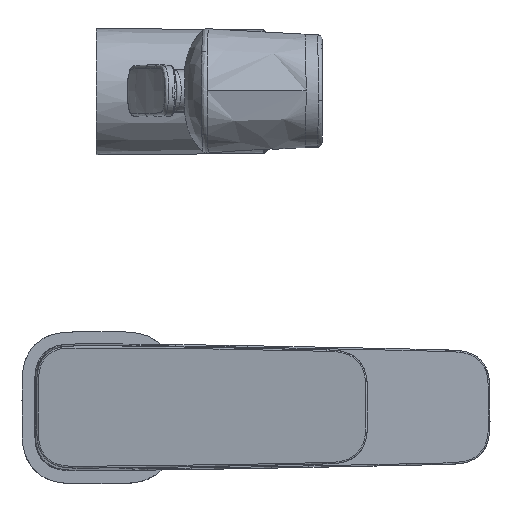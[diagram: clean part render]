
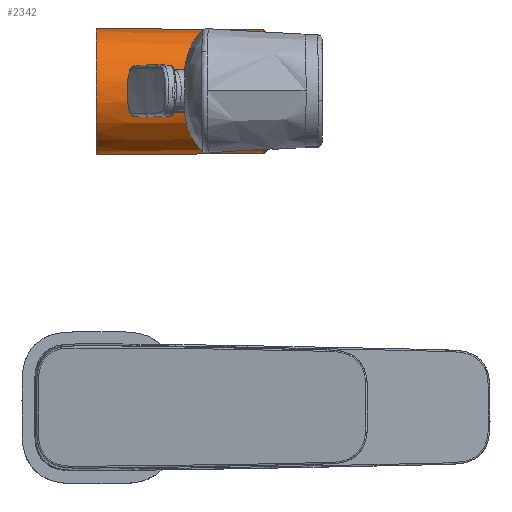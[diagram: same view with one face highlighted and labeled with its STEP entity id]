
A CAD part, top view. The second image highlights one B-rep face of the part: STEP entity #2342.
In plain terms, the highlighted conical face has half-angle 0.5 degrees and reference radius 19.543 mm.
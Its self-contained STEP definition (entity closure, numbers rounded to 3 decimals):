
#720=CIRCLE('',#70835,20.004);
#721=CIRCLE('',#70836,19.543);
#947=CONICAL_SURFACE('',#70834,19.543,0.5);
#2342=ADVANCED_FACE('extract',(#3638),#947,.T.);
#3638=FACE_OUTER_BOUND('',#19878,.T.);
#4551=VECTOR('',#72336,52.902);
#4552=VECTOR('',#72337,52.902);
#5171=LINE('',#54832,#4551);
#5172=LINE('',#54834,#4552);
#9364=ORIENTED_EDGE('',*,*,#13911,.F.);
#9365=ORIENTED_EDGE('',*,*,#13912,.F.);
#9366=ORIENTED_EDGE('',*,*,#13913,.T.);
#9367=ORIENTED_EDGE('',*,*,#13914,.T.);
#9368=ORIENTED_EDGE('',*,*,#13915,.T.);
#9369=ORIENTED_EDGE('',*,*,#13617,.T.);
#9370=ORIENTED_EDGE('',*,*,#13613,.T.);
#9371=ORIENTED_EDGE('',*,*,#13916,.T.);
#9372=ORIENTED_EDGE('',*,*,#13917,.T.);
#13613=EDGE_CURVE('3076',#18240,#18241,#16257,.T.);
#13617=EDGE_CURVE('3075',#18243,#18240,#16261,.T.);
#13911=EDGE_CURVE('3061',#18447,#18448,#5171,.T.);
#13912=EDGE_CURVE('3044',#18449,#18447,#720,.T.);
#13913=EDGE_CURVE('3066',#18449,#18450,#5172,.T.);
#13914=EDGE_CURVE('3041',#18450,#18451,#721,.T.);
#13915=EDGE_CURVE('3045',#18451,#18243,#16466,.T.);
#13916=EDGE_CURVE('3054',#18241,#18452,#16467,.T.);
#13917=EDGE_CURVE('3037',#18452,#18448,#16468,.T.);
#16257=B_SPLINE_CURVE_WITH_KNOTS('',3,(#51396,#51398,#51399,#51400,#51401,#51402,#51403,#51404,#51405,#51406,#51407,#51408,#51409,#51410,#51411,#51412,#51413,#51414,#51415,#51416,#51417,#51418,#51419,#51397),.UNSPECIFIED.,.F.,.U.,(4,1,1,1,1,1,1,1,1,1,1,1,1,1,1,1,1,1,1,1,1,4),(0.,0.01,0.024,0.038,0.05,0.063,0.11,0.157,0.204,0.25,0.344,0.438,0.531,0.625,0.703,0.781,0.828,0.875,0.914,0.953,0.978,1.),.UNSPECIFIED.);
#16261=B_SPLINE_CURVE_WITH_KNOTS('',3,(#51525,#51526,#51527,#51528,#51529,#51530,#51531,#51532,#51533,#51534,#51535,#51536,#51537,#51538,#51539,#51540,#51541,#51542,#51543,#51544,#51545,#51546,#51547,#51548,#51396),.UNSPECIFIED.,.F.,.U.,(4,1,1,1,1,1,1,1,1,1,1,1,1,1,1,1,1,1,1,1,1,1,4),(0.,0.013,0.031,0.047,0.062,0.109,0.156,0.203,0.25,0.313,0.375,0.437,0.531,0.625,0.703,0.781,0.828,0.875,0.914,0.953,0.969,0.987,1.),.UNSPECIFIED.);
#16466=B_SPLINE_CURVE_WITH_KNOTS('',3,(#54837,#54838,#54839,#54840,#54841,#54842,#54843,#54844,#54845,#54846,#51525),.UNSPECIFIED.,.F.,.U.,(4,1,1,1,1,1,1,1,4),(0.,0.076,0.164,0.246,0.439,0.633,0.755,0.896,1.),.UNSPECIFIED.);
#16467=B_SPLINE_CURVE_WITH_KNOTS('',3,(#51397,#54848,#54849,#54850,#54851,#54852,#54853,#54854,#54847),.UNSPECIFIED.,.F.,.U.,(4,1,1,1,1,1,4),(0.,0.247,0.493,0.655,0.818,0.913,1.),.UNSPECIFIED.);
#16468=B_SPLINE_CURVE_WITH_KNOTS('',3,(#54847,#54855,#54856,#54857,#54858,#54859,#54860,#54861,#54862,#54833),.UNSPECIFIED.,.F.,.U.,(4,2,2,2,4),(0.,0.25,0.5,0.75,1.),.UNSPECIFIED.);
#18240=VERTEX_POINT('1868',#51396);
#18241=VERTEX_POINT('1856',#51397);
#18243=VERTEX_POINT('1850',#51525);
#18447=VERTEX_POINT('1848',#54832);
#18448=VERTEX_POINT('1842',#54833);
#18449=VERTEX_POINT('1849',#54834);
#18450=VERTEX_POINT('1847',#54836);
#18451=VERTEX_POINT('1846',#54837);
#18452=VERTEX_POINT('1838',#54847);
#19878=EDGE_LOOP('',(#9364,#9365,#9366,#9367,#9368,#9369,#9370,#9371,#9372));
#51396=CARTESIAN_POINT('',(29.178,100.,19.745));
#51397=CARTESIAN_POINT('',(51.451,109.93,16.841));
#51398=CARTESIAN_POINT('',(29.18,100.106,19.745));
#51399=CARTESIAN_POINT('',(29.184,100.364,19.744));
#51400=CARTESIAN_POINT('',(29.201,100.766,19.732));
#51401=CARTESIAN_POINT('',(29.228,101.191,19.71));
#51402=CARTESIAN_POINT('',(29.273,101.597,19.681));
#51403=CARTESIAN_POINT('',(29.373,102.353,19.611));
#51404=CARTESIAN_POINT('',(29.601,103.458,19.455));
#51405=CARTESIAN_POINT('',(30.053,104.861,19.147));
#51406=CARTESIAN_POINT('',(30.648,106.186,18.754));
#51407=CARTESIAN_POINT('',(31.61,107.83,18.139));
#51408=CARTESIAN_POINT('',(33.103,109.643,17.241));
#51409=CARTESIAN_POINT('',(35.281,111.387,16.102));
#51410=CARTESIAN_POINT('',(37.821,112.654,15.079));
#51411=CARTESIAN_POINT('',(40.522,113.342,14.424));
#51412=CARTESIAN_POINT('',(43.204,113.454,14.285));
#51413=CARTESIAN_POINT('',(45.347,113.135,14.557));
#51414=CARTESIAN_POINT('',(47.054,112.617,14.99));
#51415=CARTESIAN_POINT('',(48.305,112.085,15.409));
#51416=CARTESIAN_POINT('',(49.41,111.48,15.853));
#51417=CARTESIAN_POINT('',(50.263,110.909,16.241));
#51418=CARTESIAN_POINT('',(50.936,110.384,16.574));
#51419=CARTESIAN_POINT('',(51.285,110.077,16.755));
#51525=CARTESIAN_POINT('',(51.458,90.068,16.84));
#51526=CARTESIAN_POINT('',(51.359,89.981,16.789));
#51527=CARTESIAN_POINT('',(51.126,89.775,16.669));
#51528=CARTESIAN_POINT('',(50.769,89.478,16.486));
#51529=CARTESIAN_POINT('',(50.38,89.182,16.298));
#51530=CARTESIAN_POINT('',(49.745,88.732,16.));
#51531=CARTESIAN_POINT('',(48.805,88.163,15.597));
#51532=CARTESIAN_POINT('',(47.508,87.557,15.13));
#51533=CARTESIAN_POINT('',(46.132,87.087,14.744));
#51534=CARTESIAN_POINT('',(44.529,86.727,14.439));
#51535=CARTESIAN_POINT('',(42.698,86.563,14.306));
#51536=CARTESIAN_POINT('',(40.697,86.683,14.443));
#51537=CARTESIAN_POINT('',(38.452,87.161,14.904));
#51538=CARTESIAN_POINT('',(36.087,88.132,15.736));
#51539=CARTESIAN_POINT('',(33.911,89.635,16.796));
#51540=CARTESIAN_POINT('',(32.171,91.409,17.788));
#51541=CARTESIAN_POINT('',(31.012,93.103,18.514));
#51542=CARTESIAN_POINT('',(30.233,94.686,19.024));
#51543=CARTESIAN_POINT('',(29.76,95.988,19.344));
#51544=CARTESIAN_POINT('',(29.437,97.268,19.566));
#51545=CARTESIAN_POINT('',(29.283,98.255,19.674));
#51546=CARTESIAN_POINT('',(29.209,99.026,19.723));
#51547=CARTESIAN_POINT('',(29.187,99.525,19.742));
#51548=CARTESIAN_POINT('',(29.181,99.858,19.744));
#54831=CARTESIAN_POINT('',(52.4,100.,0.));
#54832=CARTESIAN_POINT('',(-0.5,120.004,0.));
#54833=CARTESIAN_POINT('',(52.4,119.543,0.));
#54834=CARTESIAN_POINT('',(-0.5,79.996,0.));
#54835=CARTESIAN_POINT('',(-0.5,100.,0.));
#54836=CARTESIAN_POINT('',(52.4,80.457,0.));
#54837=CARTESIAN_POINT('',(52.4,89.371,16.4));
#54838=CARTESIAN_POINT('',(52.397,89.399,16.418));
#54839=CARTESIAN_POINT('',(52.389,89.46,16.457));
#54840=CARTESIAN_POINT('',(52.354,89.548,16.513));
#54841=CARTESIAN_POINT('',(52.268,89.664,16.587));
#54842=CARTESIAN_POINT('',(52.123,89.792,16.668));
#54843=CARTESIAN_POINT('',(51.938,89.903,16.737));
#54844=CARTESIAN_POINT('',(51.76,89.985,16.788));
#54845=CARTESIAN_POINT('',(51.606,90.032,16.817));
#54846=CARTESIAN_POINT('',(51.502,90.057,16.834));
#54847=CARTESIAN_POINT('',(52.4,110.629,16.4));
#54848=CARTESIAN_POINT('',(51.557,109.957,16.825));
#54849=CARTESIAN_POINT('',(51.769,110.009,16.792));
#54850=CARTESIAN_POINT('',(52.02,110.14,16.71));
#54851=CARTESIAN_POINT('',(52.212,110.282,16.622));
#54852=CARTESIAN_POINT('',(52.329,110.407,16.542));
#54853=CARTESIAN_POINT('',(52.388,110.528,16.465));
#54854=CARTESIAN_POINT('',(52.396,110.596,16.421));
#54855=CARTESIAN_POINT('',(52.4,111.99,15.518));
#54856=CARTESIAN_POINT('',(52.4,113.24,14.465));
#54857=CARTESIAN_POINT('',(52.4,115.443,12.085));
#54858=CARTESIAN_POINT('',(52.4,116.396,10.758));
#54859=CARTESIAN_POINT('',(52.4,117.945,7.908));
#54860=CARTESIAN_POINT('',(52.4,118.541,6.386));
#54861=CARTESIAN_POINT('',(52.4,119.34,3.243));
#54862=CARTESIAN_POINT('',(52.4,119.543,1.622));
#70834=AXIS2_PLACEMENT_3D('',#54831,#72129,#72335);
#70835=AXIS2_PLACEMENT_3D('',#54835,#72129,#71420);
#70836=AXIS2_PLACEMENT_3D('',#54831,#72129,#71420);
#71420=DIRECTION('',(0.,-1.,0.));
#72129=DIRECTION('',(-1.,0.,0.));
#72335=DIRECTION('',(0.,-1.,-0.019));
#72336=DIRECTION('',(1.,-0.009,0.));
#72337=DIRECTION('',(1.,0.009,0.));
